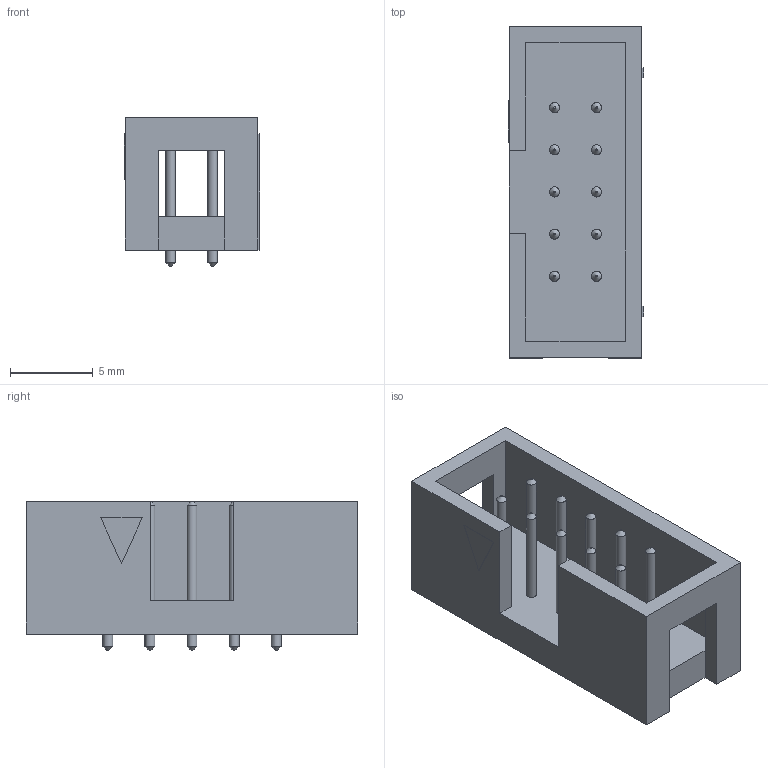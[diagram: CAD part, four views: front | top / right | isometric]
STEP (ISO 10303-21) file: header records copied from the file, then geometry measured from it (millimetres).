
FILE_DESCRIPTION(('FreeCAD Model'),'2;1');
FILE_NAME('JTAG Conn 2x5.step','2019-04-10T18:32:42',('Author'),(''), 'Open CASCADE STEP processor 7.2','FreeCAD','Unknown');
FILE_SCHEMA(('AUTOMOTIVE_DESIGN { 1 0 10303 214 1 1 1 1 }'));
Length unit declared in the file: millimetre
Products named in the file (1): JTAG_Conn_2x5_v1
Bounding box: 8.15 x 20 x 9 mm (x, y, z)
Volume: 574 mm3; surface area: 1096.3 mm2
Topology: 1 solids, 1 shells, 94 faces, 201 edges, 126 vertices
Faces by surface type: plane 54, cone 20, cylinder 20
Full cylindrical faces by diameter (mm): 0.6 x20
Entity records: 5185 total; most frequent: CARTESIAN_POINT 884, DIRECTION 843, LINE 503, VECTOR 503, ORIENTED_EDGE 402, PCURVE 402, DEFINITIONAL_REPRESENTATION 402, EDGE_CURVE 201
